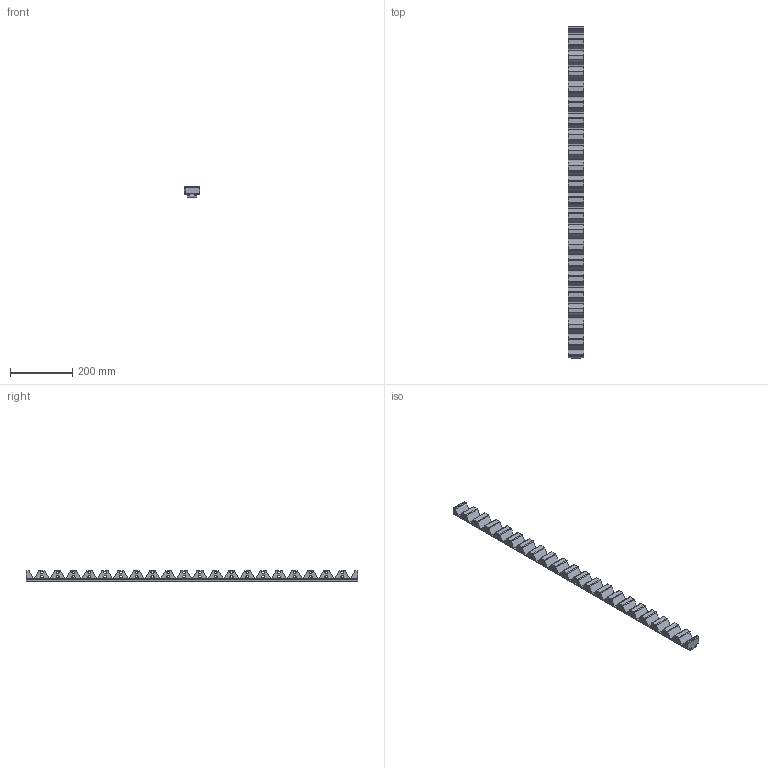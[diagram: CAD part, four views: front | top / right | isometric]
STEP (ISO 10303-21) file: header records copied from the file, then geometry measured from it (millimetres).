
FILE_DESCRIPTION(('CATIA V5 STEP Exchange','CAx-IF Rec.Pracs.--- Model Styling and Organization---1.5--- 2016-08-15','CAx-IF Rec.Pracs.---Supplemental Geometry---1.0---2011-11-01','CAx-IF Rec.Pracs.--- Composite Materials ---1.1---2010-07-15'),'2;1');
FILE_NAME('DE1170 SEPARATOR DUNNAGE.stp','2023-11-20T20:17:37+00:00',('none'),('none'),'CATIA Version 5-6 Release 2022 SP3','CATIA V5 STEP AP214 Edition 3 v2','none');
FILE_SCHEMA(('AUTOMOTIVE_DESIGN { 1 0 10303 214 3 1 1 1 }'));
Length unit declared in the file: inch
Products named in the file (1): DE1170
Bounding box: 50.8 x 1066.8 x 34.54 mm (x, y, z)
Volume: 636261.5 mm3; surface area: 343628.7 mm2
Topology: 1 solids, 1 shells, 388 faces, 1092 edges, 728 vertices
Faces by surface type: plane 304, cylinder 84
Entity records: 11625 total; most frequent: CARTESIAN_POINT 2210, ORIENTED_EDGE 2184, DIRECTION 1457, EDGE_CURVE 1092, VECTOR 796, LINE 796, VERTEX_POINT 728, EDGE_LOOP 490
